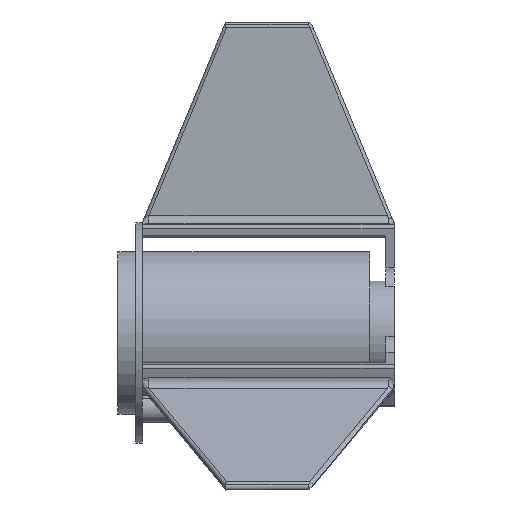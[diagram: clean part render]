
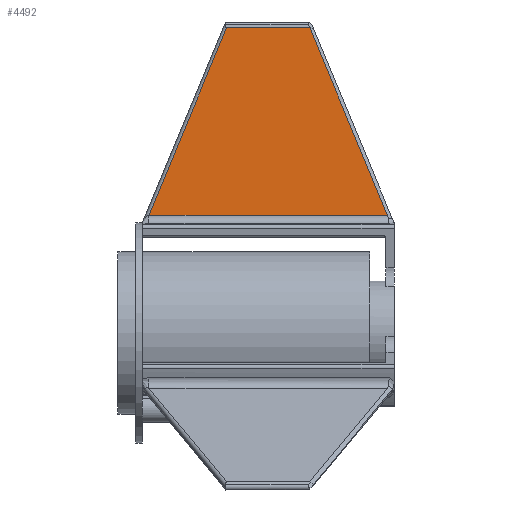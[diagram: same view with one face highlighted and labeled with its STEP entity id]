
A CAD part, left-side view. The second image highlights one B-rep face of the part: STEP entity #4492.
In plain terms, the highlighted planar face has unit normal (-1, 0, 0).
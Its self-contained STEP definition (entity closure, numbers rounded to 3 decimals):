
#411=LINE('',#8145,#729);
#412=LINE('',#8195,#730);
#414=LINE('',#8214,#732);
#415=LINE('',#8215,#733);
#729=VECTOR('',#5868,10.);
#730=VECTOR('',#5871,10.);
#732=VECTOR('',#5877,10.);
#733=VECTOR('',#5878,10.);
#1114=FACE_OUTER_BOUND('',#1365,.T.);
#1365=EDGE_LOOP('',(#3658,#3659,#3660,#3661));
#1989=VERTEX_POINT('',#8141);
#1990=VERTEX_POINT('',#8143);
#1992=VERTEX_POINT('',#8194);
#1995=VERTEX_POINT('',#8213);
#2587=EDGE_CURVE('',#1990,#1989,#411,.T.);
#2590=EDGE_CURVE('',#1989,#1992,#412,.T.);
#2594=EDGE_CURVE('',#1995,#1990,#414,.T.);
#2595=EDGE_CURVE('',#1992,#1995,#415,.T.);
#3658=ORIENTED_EDGE('',*,*,#2587,.F.);
#3659=ORIENTED_EDGE('',*,*,#2594,.F.);
#3660=ORIENTED_EDGE('',*,*,#2595,.F.);
#3661=ORIENTED_EDGE('',*,*,#2590,.F.);
#4304=PLANE('',#4907);
#4492=ADVANCED_FACE('',(#1114),#4304,.T.);
#4907=AXIS2_PLACEMENT_3D('',#8212,#5875,#5876);
#5868=DIRECTION('',(0.,1.,0.));
#5871=DIRECTION('',(0.,-0.383,0.924));
#5875=DIRECTION('center_axis',(-1.,0.,0.));
#5876=DIRECTION('ref_axis',(0.,0.,-1.));
#5877=DIRECTION('',(0.,-0.383,-0.924));
#5878=DIRECTION('',(0.,-1.,0.));
#8141=CARTESIAN_POINT('',(-1.25,30.952,36.206));
#8143=CARTESIAN_POINT('',(-1.25,-42.452,36.206));
#8145=CARTESIAN_POINT('',(-1.25,-44.5,36.206));
#8194=CARTESIAN_POINT('',(-1.25,7.048,93.877));
#8195=CARTESIAN_POINT('',(-1.25,8.063,91.428));
#8212=CARTESIAN_POINT('Origin',(-1.25,33.,93.877));
#8213=CARTESIAN_POINT('',(-1.25,-18.548,93.877));
#8214=CARTESIAN_POINT('',(-1.25,-27.283,72.802));
#8215=CARTESIAN_POINT('',(-1.25,33.,93.877));
